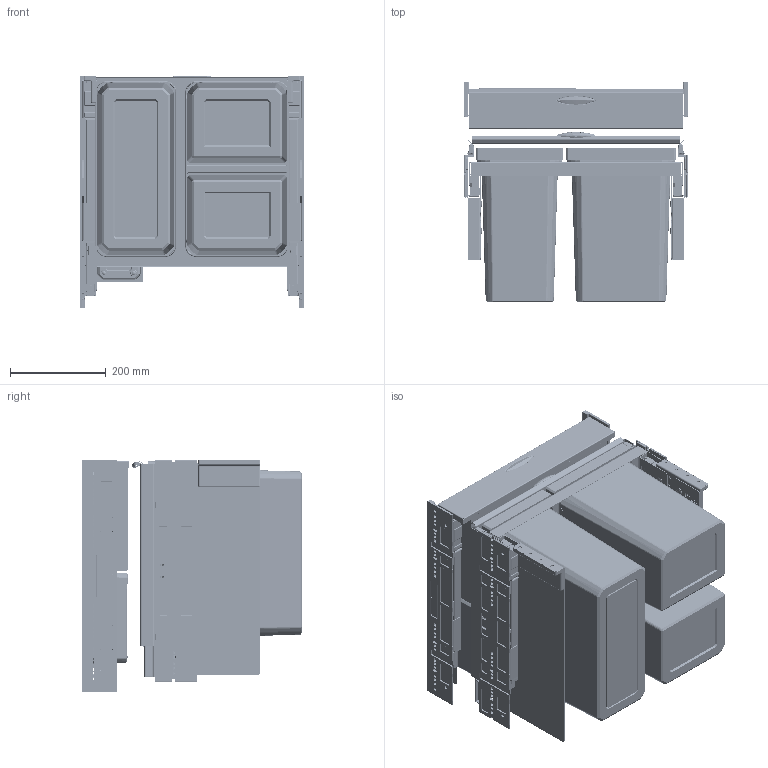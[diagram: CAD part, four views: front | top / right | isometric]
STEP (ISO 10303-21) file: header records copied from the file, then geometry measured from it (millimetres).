
FILE_DESCRIPTION(('STEP AP214'),'1');
FILE_NAME('8013372_V Cox Base 360 S_500-3 Bio mit Base Board.STP','2024-08-16T08:07:33',(' '),(' '),'Spatial InterOp 3D',' ',' ');
FILE_SCHEMA(('AUTOMOTIVE_DESIGN { 1 0 10303 214 1 1 1 1 }'));
Length unit declared in the file: millimetre
Products named in the file (1): 3D-Objekt
Bounding box: 468 x 460.51 x 487.05 mm (x, y, z)
Volume: 5966406.7 mm3; surface area: 5148619.8 mm2
Topology: 56 solids, 58 shells, 8776 faces, 22637 edges, 14090 vertices
Faces by surface type: plane 3565, cylinder 2684, torus 1313, cone 722, bspline 314, sphere 162, extrusion 16
Entity records: 394153 total; most frequent: CARTESIAN_POINT 63738, DIRECTION 47359, ORIENTED_EDGE 45106, EDGE_CURVE 22553, STYLED_ITEM 21164, PRESENTATION_STYLE_ASSIGNMENT 21164, COLOUR_RGB 21164, CURVE_STYLE 19268
